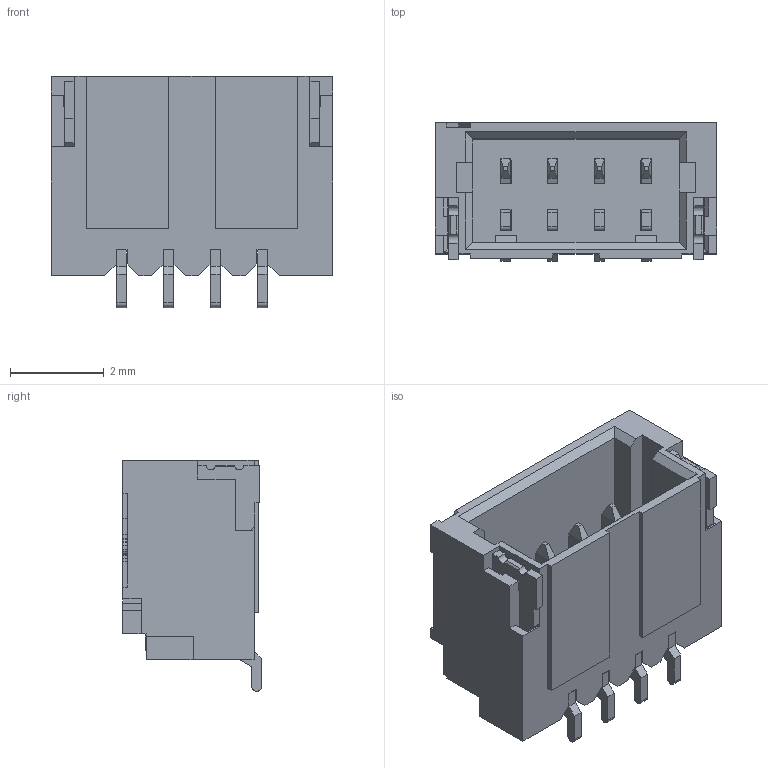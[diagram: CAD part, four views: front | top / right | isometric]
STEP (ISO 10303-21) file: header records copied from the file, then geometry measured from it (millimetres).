
FILE_DESCRIPTION((''),'2;1');
FILE_NAME('S-50224-004XX-XXX','2013-06-13T',('12228851'),(''),'PRO/ENGINEER BY PARAMETRIC TECHNOLOGY CORPORATION, 2009360','PRO/ENGINEER BY PARAMETRIC TECHNOLOGY CORPORATION, 2009360','');
FILE_SCHEMA(('CONFIG_CONTROL_DESIGN'));
Length unit declared in the file: millimetre
Products named in the file (1): S-50224-004XX-XXX
Bounding box: 6 x 2.96 x 4.93 mm (x, y, z)
Volume: 38.2 mm3; surface area: 204.3 mm2
Topology: 1 solids, 1 shells, 461 faces, 1443 edges, 940 vertices
Faces by surface type: plane 427, cylinder 34
Entity records: 15850 total; most frequent: CARTESIAN_POINT 2907, ORIENTED_EDGE 2886, DIRECTION 2413, EDGE_CURVE 1443, VECTOR 1347, LINE 1347, VERTEX_POINT 940, AXIS2_PLACEMENT_3D 533
